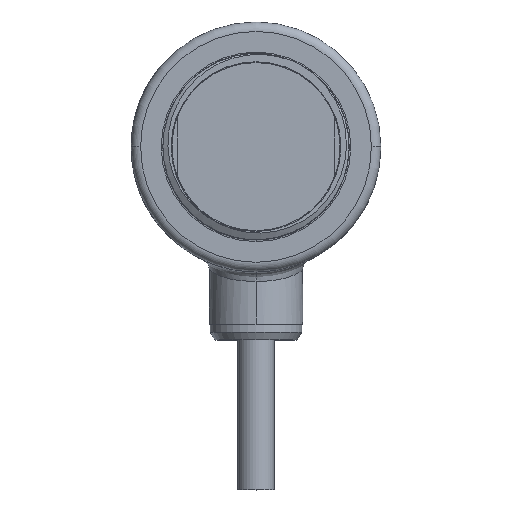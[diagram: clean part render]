
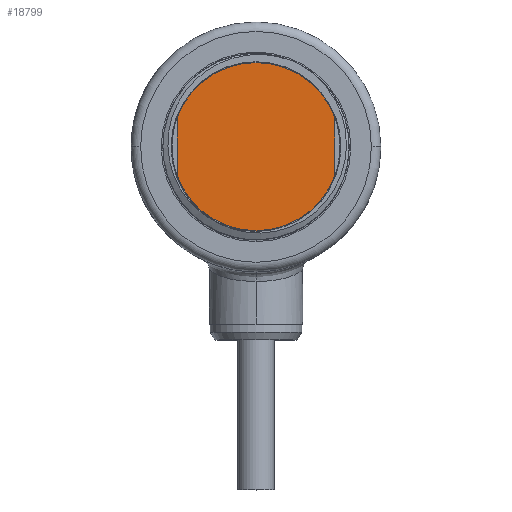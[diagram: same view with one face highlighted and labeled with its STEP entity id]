
A CAD part, top view. The second image highlights one B-rep face of the part: STEP entity #18799.
In plain terms, the highlighted planar face has unit normal (0, 0, 1).
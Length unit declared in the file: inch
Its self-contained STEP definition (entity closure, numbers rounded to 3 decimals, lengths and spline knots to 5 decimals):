
#6708=DIRECTION('',(0.,1.,0.));
#6709=VECTOR('',#6708,0.36637);
#6710=CARTESIAN_POINT('',(-0.5,-0.18318,1.336));
#6711=LINE('',#6710,#6709);
#6712=CARTESIAN_POINT('',(0.,0.,1.336));
#6713=DIRECTION('',(0.,0.,-1.));
#6714=DIRECTION('',(-0.939,0.344,0.));
#6715=AXIS2_PLACEMENT_3D('',#6712,#6713,#6714);
#6717=DIRECTION('',(0.,-1.,0.));
#6718=VECTOR('',#6717,0.36637);
#6719=CARTESIAN_POINT('',(0.5,0.18318,1.336));
#6720=LINE('',#6719,#6718);
#6721=CARTESIAN_POINT('',(0.,0.,1.336));
#6722=DIRECTION('',(0.,0.,-1.));
#6723=DIRECTION('',(0.939,-0.344,0.));
#6724=AXIS2_PLACEMENT_3D('',#6721,#6722,#6723);
#15005=CARTESIAN_POINT('',(0.5,0.18318,1.336));
#15006=CARTESIAN_POINT('',(0.5,-0.18318,1.336));
#15007=VERTEX_POINT('',#15005);
#15008=VERTEX_POINT('',#15006);
#15013=CARTESIAN_POINT('',(-0.5,-0.18318,1.336));
#15014=CARTESIAN_POINT('',(-0.5,0.18318,1.336));
#15015=VERTEX_POINT('',#15013);
#15016=VERTEX_POINT('',#15014);
#18786=CARTESIAN_POINT('',(0.,0.,1.336));
#18787=DIRECTION('',(0.,0.,-1.));
#18788=DIRECTION('',(-1.,0.,0.));
#18789=AXIS2_PLACEMENT_3D('',#18786,#18787,#18788);
#18790=PLANE('',#18789);
#18791=ORIENTED_EDGE('',*,*,#18777,.T.);
#18792=ORIENTED_EDGE('',*,*,#18754,.T.);
#18794=ORIENTED_EDGE('',*,*,#18793,.T.);
#18796=ORIENTED_EDGE('',*,*,#18795,.T.);
#18797=EDGE_LOOP('',(#18791,#18792,#18794,#18796));
#18798=FACE_OUTER_BOUND('',#18797,.F.);
#18799=ADVANCED_FACE('',(#18798),#18790,.F.);
#6716=CIRCLE('',#6715,0.5325);
#6725=CIRCLE('',#6724,0.5325);
#18754=EDGE_CURVE('',#15016,#15007,#6716,.T.);
#18777=EDGE_CURVE('',#15015,#15016,#6711,.T.);
#18793=EDGE_CURVE('',#15007,#15008,#6720,.T.);
#18795=EDGE_CURVE('',#15008,#15015,#6725,.T.);
